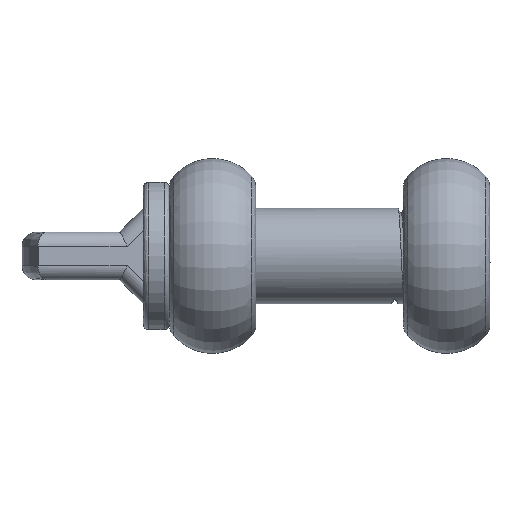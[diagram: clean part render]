
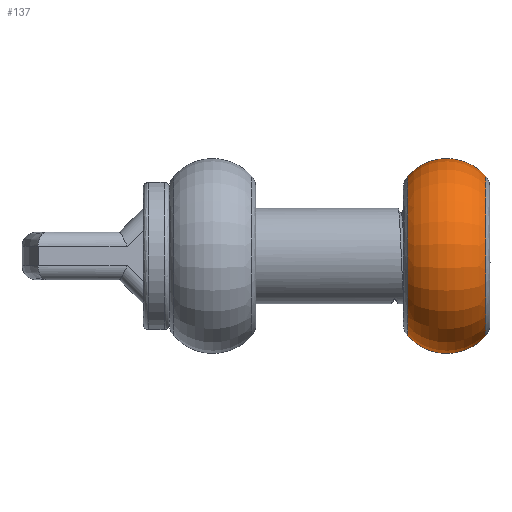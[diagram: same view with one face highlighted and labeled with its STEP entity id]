
A CAD part, front view. The second image highlights one B-rep face of the part: STEP entity #137.
In plain terms, the highlighted toroidal (fillet/blend) face has major radius 5.25 mm and minor radius 6 mm.
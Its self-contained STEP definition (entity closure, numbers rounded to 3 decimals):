
#137=ADVANCED_FACE('NONE',(#487),#488,.T.);
#487=FACE_OUTER_BOUND('',#3124,.T.);
#488=TOROIDAL_SURFACE('',#3125,5.25,6.);
#3124=EDGE_LOOP('',(#7422,#7423,#7424,#7425));
#3125=AXIS2_PLACEMENT_3D('',#7426,#7427,#7428);
#7422=ORIENTED_EDGE('',*,*,#9126,.F.);
#7423=ORIENTED_EDGE('',*,*,#9130,.T.);
#7424=ORIENTED_EDGE('',*,*,#9131,.T.);
#7425=ORIENTED_EDGE('',*,*,#9132,.T.);
#7426=CARTESIAN_POINT('',(13.5,0.,0.));
#7427=DIRECTION('',(1.0,-0.0,0.0));
#7428=DIRECTION('',(0.0,0.0,-1.0));
#9126=EDGE_CURVE('NONE',#10038,#10040,#10041,.T.);
#9130=EDGE_CURVE('NONE',#10038,#10047,#10048,.T.);
#9131=EDGE_CURVE('NONE',#10047,#10049,#10050,.T.);
#9132=EDGE_CURVE('NONE',#10049,#10040,#10051,.T.);
#10038=VERTEX_POINT('NONE',#14415);
#10040=VERTEX_POINT('NONE',#14417);
#10041=CIRCLE('',#14418,6.);
#10047=VERTEX_POINT('NONE',#14467);
#10048=CIRCLE('',#14468,9.219);
#10049=VERTEX_POINT('NONE',#14469);
#10050=CIRCLE('',#14470,6.);
#10051=CIRCLE('',#14471,9.219);
#14415=CARTESIAN_POINT('',(9.,0.,9.219));
#14417=CARTESIAN_POINT('',(18.,0.,9.219));
#14418=AXIS2_PLACEMENT_3D('',#17932,#17933,#17934);
#14467=CARTESIAN_POINT('',(9.,0.,-9.219));
#14468=AXIS2_PLACEMENT_3D('',#17938,#17939,#17940);
#14469=CARTESIAN_POINT('',(18.,0.,-9.219));
#14470=AXIS2_PLACEMENT_3D('',#17941,#17942,#17943);
#14471=AXIS2_PLACEMENT_3D('',#17944,#17945,#17946);
#17932=CARTESIAN_POINT('',(13.5,0.,5.25));
#17933=DIRECTION('',(-0.0,1.0,0.));
#17934=DIRECTION('',(0.0,0.,1.0));
#17938=CARTESIAN_POINT('',(9.,0.0,0.0));
#17939=DIRECTION('',(1.0,-0.0,0.0));
#17940=DIRECTION('',(0.0,0.,-1.0));
#17941=CARTESIAN_POINT('',(13.5,0.,-5.25));
#17942=DIRECTION('',(0.0,-1.0,0.0));
#17943=DIRECTION('',(0.0,0.0,-1.0));
#17944=CARTESIAN_POINT('',(18.,0.0,0.0));
#17945=DIRECTION('',(-1.0,0.0,0.0));
#17946=DIRECTION('',(0.0,0.,-1.0));
